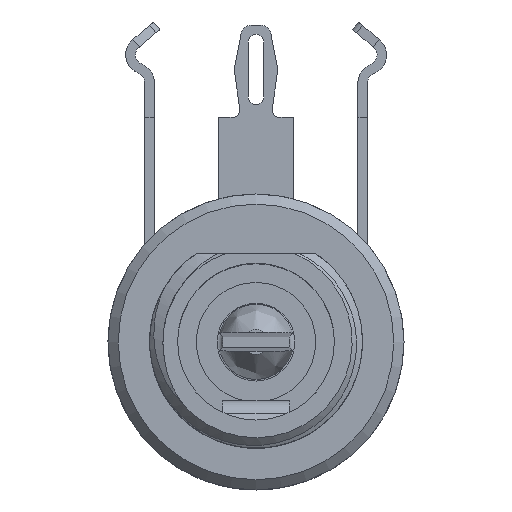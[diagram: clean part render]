
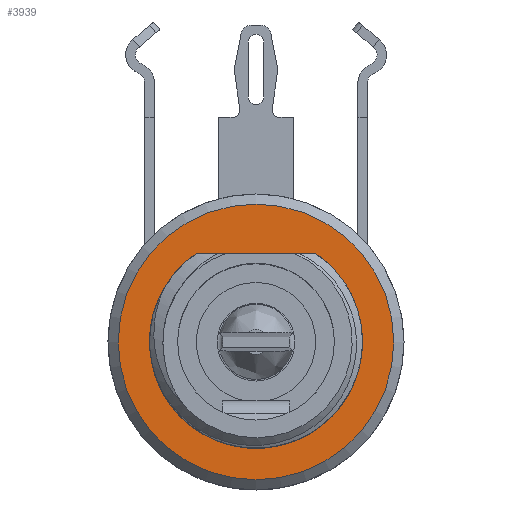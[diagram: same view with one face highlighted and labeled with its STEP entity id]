
A CAD part, top view. The second image highlights one B-rep face of the part: STEP entity #3939.
In plain terms, the highlighted planar face has unit normal (0, 0, 1).
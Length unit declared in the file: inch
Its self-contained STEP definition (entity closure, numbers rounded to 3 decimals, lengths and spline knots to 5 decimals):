
#46=PLANE('',#4238);
#158=FACE_BOUND('',#1292,.T.);
#363=LINE('',#12305,#677);
#677=VECTOR('',#4857,39.37008);
#1066=FACE_OUTER_BOUND('',#1291,.T.);
#1291=EDGE_LOOP('',(#3089));
#1292=EDGE_LOOP('',(#3090,#3091,#3092,#3093,#3094,#3095));
#1478=CIRCLE('',#4147,0.086);
#1481=CIRCLE('',#4151,0.156);
#1483=CIRCLE('',#4153,0.156);
#1486=CIRCLE('',#4158,0.202);
#1514=CIRCLE('',#4222,0.129);
#1522=CIRCLE('',#4239,0.086);
#1702=VERTEX_POINT('',#5829);
#1703=VERTEX_POINT('',#5831);
#1707=VERTEX_POINT('',#5840);
#1709=VERTEX_POINT('',#5845);
#1710=VERTEX_POINT('',#5847);
#1714=VERTEX_POINT('',#5863);
#1817=VERTEX_POINT('',#7270);
#2108=EDGE_CURVE('',#1703,#1702,#1478,.T.);
#2113=EDGE_CURVE('',#1702,#1707,#1481,.T.);
#2116=EDGE_CURVE('',#1710,#1709,#1483,.T.);
#2123=EDGE_CURVE('',#1714,#1714,#1486,.T.);
#2244=EDGE_CURVE('',#1703,#1817,#1514,.T.);
#2296=EDGE_CURVE('',#1707,#1710,#363,.T.);
#2297=EDGE_CURVE('',#1709,#1817,#1522,.T.);
#3089=ORIENTED_EDGE('',*,*,#2123,.F.);
#3090=ORIENTED_EDGE('',*,*,#2116,.T.);
#3091=ORIENTED_EDGE('',*,*,#2297,.T.);
#3092=ORIENTED_EDGE('',*,*,#2244,.F.);
#3093=ORIENTED_EDGE('',*,*,#2108,.T.);
#3094=ORIENTED_EDGE('',*,*,#2113,.T.);
#3095=ORIENTED_EDGE('',*,*,#2296,.T.);
#3939=ADVANCED_FACE('',(#1066,#158),#46,.T.);
#4147=AXIS2_PLACEMENT_3D('',#5832,#4623,#4624);
#4151=AXIS2_PLACEMENT_3D('',#5842,#4633,#4634);
#4153=AXIS2_PLACEMENT_3D('',#5848,#4638,#4639);
#4158=AXIS2_PLACEMENT_3D('',#5865,#4650,#4651);
#4222=AXIS2_PLACEMENT_3D('',#7271,#4819,#4820);
#4238=AXIS2_PLACEMENT_3D('',#12306,#4858,#4859);
#4239=AXIS2_PLACEMENT_3D('',#12307,#4860,#4861);
#4623=DIRECTION('center_axis',(0.,0.,1.));
#4624=DIRECTION('ref_axis',(-1.,0.,0.));
#4633=DIRECTION('center_axis',(0.,0.,
-1.));
#4634=DIRECTION('ref_axis',(-1.,0.,0.));
#4638=DIRECTION('center_axis',(0.,0.,
-1.));
#4639=DIRECTION('ref_axis',(-1.,0.,0.));
#4650=DIRECTION('center_axis',(0.,0.,
-1.));
#4651=DIRECTION('ref_axis',(-1.,0.,0.));
#4819=DIRECTION('center_axis',(0.,0.,1.));
#4820=DIRECTION('ref_axis',(1.,0.,0.));
#4857=DIRECTION('',(1.,0.,0.));
#4858=DIRECTION('center_axis',(0.,0.,
1.));
#4859=DIRECTION('ref_axis',(1.,0.,0.));
#4860=DIRECTION('center_axis',(0.,0.,1.));
#4861=DIRECTION('ref_axis',(-1.,0.,0.));
#5829=CARTESIAN_POINT('',(-0.08126,-0.13317,0.));
#5831=CARTESIAN_POINT('',(-0.08558,-0.09652,0.));
#5832=CARTESIAN_POINT('Origin',(0.,-0.105,0.));
#5840=CARTESIAN_POINT('',(-0.08772,0.129,0.));
#5842=CARTESIAN_POINT('Origin',(0.,0.,0.));
#5845=CARTESIAN_POINT('',(0.08126,-0.13317,0.));
#5847=CARTESIAN_POINT('',(0.08772,0.129,0.));
#5848=CARTESIAN_POINT('Origin',(0.,0.,0.));
#5863=CARTESIAN_POINT('',(0.202,0.,0.));
#5865=CARTESIAN_POINT('Origin',(0.,0.,0.));
#7270=CARTESIAN_POINT('',(0.08558,-0.09652,0.));
#7271=CARTESIAN_POINT('Origin',(0.,0.,0.));
#12305=CARTESIAN_POINT('',(-0.08772,0.129,0.));
#12306=CARTESIAN_POINT('Origin',(0.,0.202,0.));
#12307=CARTESIAN_POINT('Origin',(0.,-0.105,0.));
